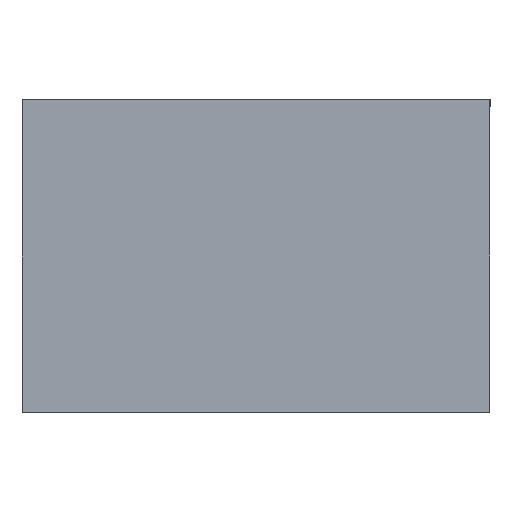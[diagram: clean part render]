
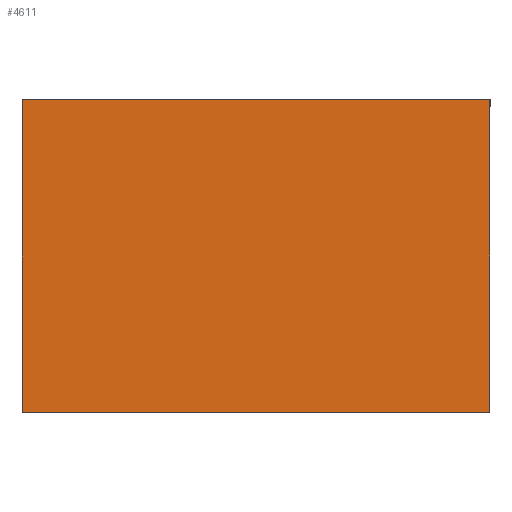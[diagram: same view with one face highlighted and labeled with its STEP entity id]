
A CAD part, left-side view. The second image highlights one B-rep face of the part: STEP entity #4611.
In plain terms, the highlighted planar face has unit normal (-1, 0, 0).
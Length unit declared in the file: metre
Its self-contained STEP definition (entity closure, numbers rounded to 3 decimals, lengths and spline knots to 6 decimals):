
#4505=CARTESIAN_POINT('NONE',(-5.625779,-1.2192,0.812401));
#4506=VERTEX_POINT('NONE',#4505);
#4514=CARTESIAN_POINT('NONE',(-5.625779,0.,0.812401));
#4515=VERTEX_POINT('NONE',#4514);
#4522=CARTESIAN_POINT('NONE',(-5.625779,-1.2192,0.812401));
#4523=DIRECTION('NONE',(0.0,1.0,0.0));
#4524=VECTOR('NONE',#4523,1.2192);
#4525=LINE('NONE',#4522,#4524);
#4526=EDGE_CURVE('NONE',#4506,#4515,#4525,.T.);
#4536=CARTESIAN_POINT('NONE',(-5.625779,0.,-0.000399));
#4537=VERTEX_POINT('NONE',#4536);
#4538=CARTESIAN_POINT('NONE',(-5.625779,0.,0.812401));
#4539=DIRECTION('NONE',(0.0,0.0,-1.0));
#4540=VECTOR('NONE',#4539,0.8128);
#4541=LINE('NONE',#4538,#4540);
#4542=EDGE_CURVE('NONE',#4515,#4537,#4541,.T.);
#4564=CARTESIAN_POINT('NONE',(-5.625779,-1.2192,-0.000399));
#4565=VERTEX_POINT('NONE',#4564);
#4566=CARTESIAN_POINT('NONE',(-5.625779,0.,-0.000399));
#4567=DIRECTION('NONE',(0.0,-1.0,0.0));
#4568=VECTOR('NONE',#4567,1.2192);
#4569=LINE('NONE',#4566,#4568);
#4570=EDGE_CURVE('NONE',#4537,#4565,#4569,.T.);
#4588=CARTESIAN_POINT('NONE',(-5.625779,-1.2192,-0.000399));
#4589=DIRECTION('NONE',(0.0,0.0,1.0));
#4590=VECTOR('NONE',#4589,0.8128);
#4591=LINE('NONE',#4588,#4590);
#4592=EDGE_CURVE('NONE',#4565,#4506,#4591,.T.);
#4600=CARTESIAN_POINT('NONE',(-5.625779,-0.6096,0.406001));
#4601=DIRECTION('NONE',(-1.0,0.0,0.0));
#4602=DIRECTION('NONE',(0.0,0.0,1.0));
#4603=AXIS2_PLACEMENT_3D('NONE',#4600,#4601,#4602);
#4604=PLANE('NONE',#4603);
#4605=ORIENTED_EDGE('NONE',*,*,#4570,.T.);
#4606=ORIENTED_EDGE('NONE',*,*,#4592,.T.);
#4607=ORIENTED_EDGE('NONE',*,*,#4526,.T.);
#4608=ORIENTED_EDGE('NONE',*,*,#4542,.T.);
#4609=EDGE_LOOP('',(#4605,#4606,#4607,#4608));
#4610=FACE_OUTER_BOUND('',#4609,.T.);
#4611=ADVANCED_FACE('NONE',(#4610),#4604,.T.);
